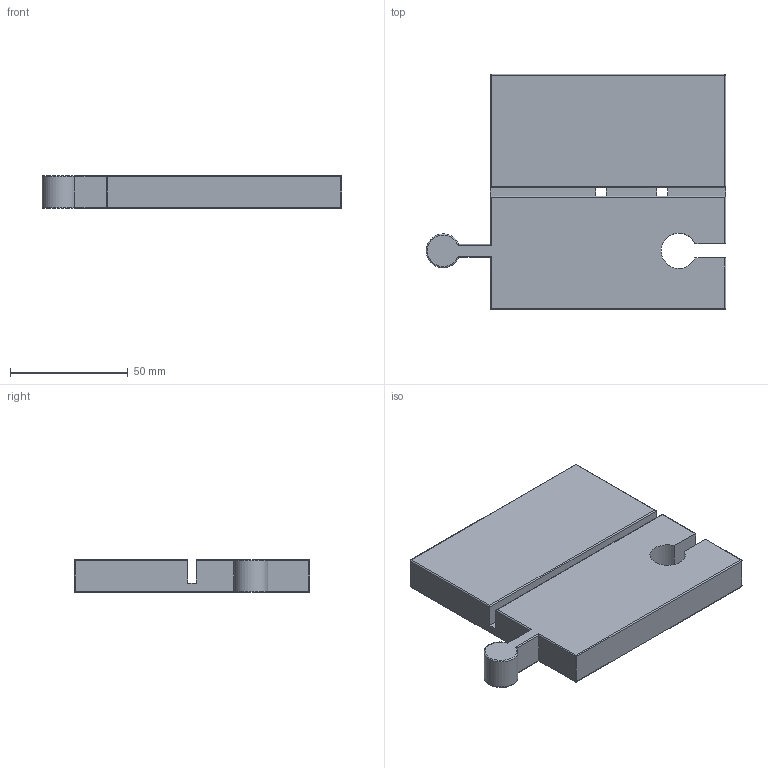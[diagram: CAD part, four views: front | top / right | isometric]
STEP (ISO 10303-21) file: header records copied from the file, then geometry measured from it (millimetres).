
FILE_DESCRIPTION(/* description */ (''),/* implementation_level */ '2;1');
FILE_NAME(/* name */ 'Grundplatte.stp',/* time_stamp */ '2025-06-23T17:03:27+02:00',/* author */ (''),/* organization */ (''),/* preprocessor_version */ 'ST-DEVELOPER v20',/* originating_system */ 'SIEMENS PLM Software NX2406.1700',/* authorisation */ '');
FILE_SCHEMA (('AUTOMOTIVE_DESIGN { 1 0 10303 214 3 1 1 1 }'));
Length unit declared in the file: millimetre
Products named in the file (1): Grundplatte
Bounding box: 127.27 x 100 x 14 mm (x, y, z)
Volume: 135933.6 mm3; surface area: 29016.5 mm2
Topology: 1 solids, 1 shells, 58 faces, 146 edges, 81 vertices
Faces by surface type: cylinder 26, plane 22, sphere 8, torus 2
Entity records: 1741 total; most frequent: CARTESIAN_POINT 350, DIRECTION 294, ORIENTED_EDGE 276, EDGE_CURVE 138, AXIS2_PLACEMENT_3D 101, LINE 92, VECTOR 92, VERTEX_POINT 80
